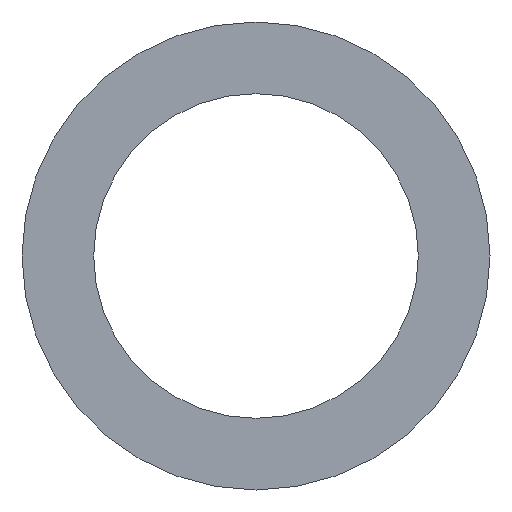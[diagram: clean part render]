
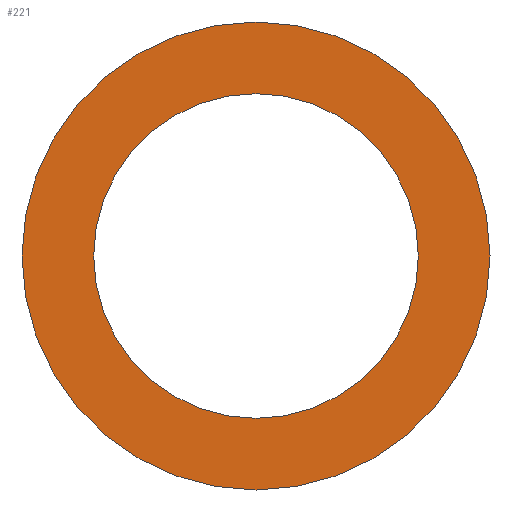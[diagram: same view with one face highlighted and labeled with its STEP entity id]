
A CAD part, front view. The second image highlights one B-rep face of the part: STEP entity #221.
In plain terms, the highlighted planar face has unit normal (0, -1, 0).
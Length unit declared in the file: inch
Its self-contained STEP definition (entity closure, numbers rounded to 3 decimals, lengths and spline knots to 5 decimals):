
#3 = CARTESIAN_POINT ( 'NONE',  ( -0.63, 0., 0. ) ) ;
#8 = AXIS2_PLACEMENT_3D ( 'NONE', #299, #351, #50 ) ;
#14 = AXIS2_PLACEMENT_3D ( 'NONE', #70, #409, #205 ) ;
#34 = FACE_OUTER_BOUND ( 'NONE', #80, .T. ) ;
#50 = DIRECTION ( 'NONE',  ( 0., 0., 1. ) ) ;
#54 = DIRECTION ( 'NONE',  ( 0., 1., 0. ) ) ;
#66 = VERTEX_POINT ( 'NONE', #214 ) ;
#70 = CARTESIAN_POINT ( 'NONE',  ( 0., 0., 0. ) ) ;
#80 = EDGE_LOOP ( 'NONE', ( #257, #607 ) ) ;
#106 = CARTESIAN_POINT ( 'NONE',  ( 0., 0., 0. ) ) ;
#131 = CIRCLE ( 'NONE', #356, 0.63 ) ;
#134 = ORIENTED_EDGE ( 'NONE', *, *, #208, .T. ) ;
#148 = FACE_BOUND ( 'NONE', #407, .T. ) ;
#156 = CARTESIAN_POINT ( 'NONE',  ( 0., 0., -0.63 ) ) ;
#178 = VERTEX_POINT ( 'NONE', #627 ) ;
#190 = PLANE ( 'NONE',  #254 ) ;
#205 = DIRECTION ( 'NONE',  ( 0., 0., 1. ) ) ;
#208 = EDGE_CURVE ( 'NONE', #249, #66, #592, .T. ) ;
#214 = CARTESIAN_POINT ( 'NONE',  ( 0., 0., 0.43707 ) ) ;
#221 = ADVANCED_FACE ( 'NONE', ( #148, #34 ), #190, .T. ) ;
#249 = VERTEX_POINT ( 'NONE', #392 ) ;
#254 = AXIS2_PLACEMENT_3D ( 'NONE', #3, #590, #491 ) ;
#257 = ORIENTED_EDGE ( 'NONE', *, *, #467, .F. ) ;
#280 = EDGE_CURVE ( 'NONE', #66, #249, #443, .T. ) ;
#294 = AXIS2_PLACEMENT_3D ( 'NONE', #106, #54, #401 ) ;
#299 = CARTESIAN_POINT ( 'NONE',  ( 0., 0., 0. ) ) ;
#303 = DIRECTION ( 'NONE',  ( 0., 1., 0. ) ) ;
#346 = EDGE_CURVE ( 'NONE', #178, #498, #131, .T. ) ;
#351 = DIRECTION ( 'NONE',  ( 0., 1., 0. ) ) ;
#356 = AXIS2_PLACEMENT_3D ( 'NONE', #408, #303, #404 ) ;
#392 = CARTESIAN_POINT ( 'NONE',  ( 0., 0., -0.43707 ) ) ;
#401 = DIRECTION ( 'NONE',  ( 0., 0., 1. ) ) ;
#404 = DIRECTION ( 'NONE',  ( 0., 0., 1. ) ) ;
#407 = EDGE_LOOP ( 'NONE', ( #454, #134 ) ) ;
#408 = CARTESIAN_POINT ( 'NONE',  ( 0., 0., 0. ) ) ;
#409 = DIRECTION ( 'NONE',  ( 0., 1., 0. ) ) ;
#443 = CIRCLE ( 'NONE', #294, 0.43707 ) ;
#454 = ORIENTED_EDGE ( 'NONE', *, *, #280, .T. ) ;
#467 = EDGE_CURVE ( 'NONE', #498, #178, #560, .T. ) ;
#491 = DIRECTION ( 'NONE',  ( 0., 0., -1. ) ) ;
#498 = VERTEX_POINT ( 'NONE', #156 ) ;
#560 = CIRCLE ( 'NONE', #14, 0.63 ) ;
#590 = DIRECTION ( 'NONE',  ( 0., -1., 0. ) ) ;
#592 = CIRCLE ( 'NONE', #8, 0.43707 ) ;
#607 = ORIENTED_EDGE ( 'NONE', *, *, #346, .F. ) ;
#627 = CARTESIAN_POINT ( 'NONE',  ( 0., 0., 0.63 ) ) ;
